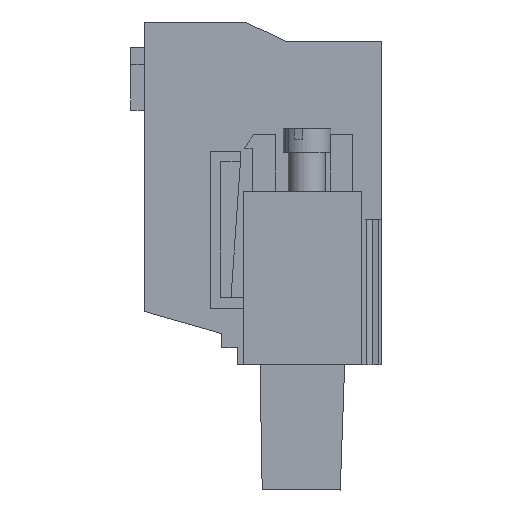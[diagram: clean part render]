
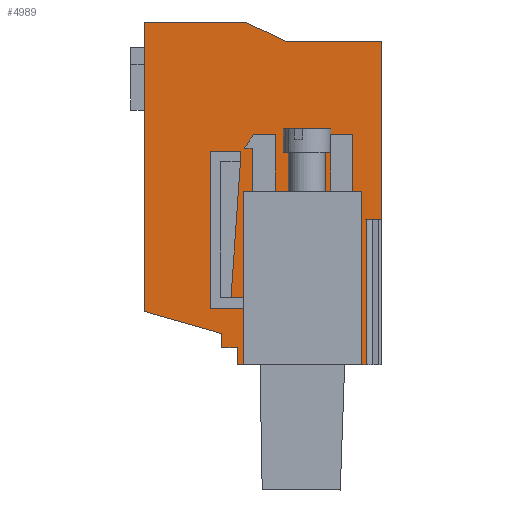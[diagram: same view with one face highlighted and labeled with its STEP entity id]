
A CAD part, left-side view. The second image highlights one B-rep face of the part: STEP entity #4989.
In plain terms, the highlighted planar face has unit normal (-1, 0, 0).
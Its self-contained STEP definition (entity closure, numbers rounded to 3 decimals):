
#4938=AXIS2_PLACEMENT_3D('Plane Axis2P3D',#4935,#4936,#4937) ;
#147=CARTESIAN_POINT('Vertex',(9.32,0.,51.6)) ;
#150=CARTESIAN_POINT('Line Origine',(9.32,0.,41.4)) ;
#154=CARTESIAN_POINT('Vertex',(9.32,0.,31.2)) ;
#770=CARTESIAN_POINT('Vertex',(9.32,1.74,14.4)) ;
#773=CARTESIAN_POINT('Line Origine',(9.32,2.02,14.4)) ;
#777=CARTESIAN_POINT('Vertex',(9.32,2.3,14.4)) ;
#826=CARTESIAN_POINT('Vertex',(9.32,15.9,14.4)) ;
#829=CARTESIAN_POINT('Line Origine',(9.32,16.25,14.4)) ;
#833=CARTESIAN_POINT('Vertex',(9.32,16.6,14.4)) ;
#1637=CARTESIAN_POINT('Vertex',(9.32,10.818,51.6)) ;
#1640=CARTESIAN_POINT('Line Origine',(9.32,5.409,51.6)) ;
#2322=CARTESIAN_POINT('Vertex',(9.32,16.6,16.4)) ;
#2332=CARTESIAN_POINT('Line Origine',(9.32,16.6,15.4)) ;
#2872=CARTESIAN_POINT('Vertex',(9.32,15.75,53.9)) ;
#2875=CARTESIAN_POINT('Line Origine',(9.32,13.284,52.75)) ;
#3238=CARTESIAN_POINT('Vertex',(9.32,27.3,20.567)) ;
#3241=CARTESIAN_POINT('Line Origine',(9.32,27.3,37.233)) ;
#3245=CARTESIAN_POINT('Vertex',(9.32,27.3,53.9)) ;
#3594=CARTESIAN_POINT('Line Origine',(9.32,21.525,53.9)) ;
#3762=CARTESIAN_POINT('Line Origine',(9.32,17.5,16.4)) ;
#3766=CARTESIAN_POINT('Vertex',(9.32,18.4,16.4)) ;
#3798=CARTESIAN_POINT('Vertex',(9.32,18.4,18.015)) ;
#3808=CARTESIAN_POINT('Line Origine',(9.32,18.4,17.207)) ;
#3826=CARTESIAN_POINT('Line Origine',(9.32,22.85,19.291)) ;
#4935=CARTESIAN_POINT('Axis2P3D Location',(9.32,0.,0.)) ;
#4940=CARTESIAN_POINT('Line Origine',(9.32,1.74,22.8)) ;
#4944=CARTESIAN_POINT('Vertex',(9.32,1.74,31.2)) ;
#4947=CARTESIAN_POINT('Line Origine',(9.32,0.87,31.2)) ;
#4952=CARTESIAN_POINT('Line Origine',(9.32,15.9,24.4)) ;
#4956=CARTESIAN_POINT('Vertex',(9.32,15.9,34.4)) ;
#4959=CARTESIAN_POINT('Line Origine',(9.32,9.1,34.4)) ;
#4963=CARTESIAN_POINT('Vertex',(9.32,2.3,34.4)) ;
#4966=CARTESIAN_POINT('Line Origine',(9.32,2.3,24.4)) ;
#151=DIRECTION('Vector Direction',(0.,0.,-1.)) ;
#774=DIRECTION('Vector Direction',(0.,-1.,0.)) ;
#830=DIRECTION('Vector Direction',(0.,-1.,0.)) ;
#1641=DIRECTION('Vector Direction',(0.,-1.,0.)) ;
#2333=DIRECTION('Vector Direction',(0.,0.,1.)) ;
#2876=DIRECTION('Vector Direction',(0.,-0.906,-0.423)) ;
#3242=DIRECTION('Vector Direction',(0.,0.,1.)) ;
#3595=DIRECTION('Vector Direction',(0.,-1.,0.)) ;
#3763=DIRECTION('Vector Direction',(0.,-1.,0.)) ;
#3809=DIRECTION('Vector Direction',(0.,0.,1.)) ;
#3827=DIRECTION('Vector Direction',(0.,-0.961,-0.276)) ;
#4936=DIRECTION('Axis2P3D Direction',(-1.,0.,0.)) ;
#4937=DIRECTION('Axis2P3D XDirection',(0.,0.,1.)) ;
#4941=DIRECTION('Vector Direction',(0.,0.,-1.)) ;
#4948=DIRECTION('Vector Direction',(0.,1.,0.)) ;
#4953=DIRECTION('Vector Direction',(0.,0.,-1.)) ;
#4960=DIRECTION('Vector Direction',(0.,1.,0.)) ;
#4967=DIRECTION('Vector Direction',(0.,0.,-1.)) ;
#152=VECTOR('Line Direction',#151,1.) ;
#775=VECTOR('Line Direction',#774,1.) ;
#831=VECTOR('Line Direction',#830,1.) ;
#1642=VECTOR('Line Direction',#1641,1.) ;
#2334=VECTOR('Line Direction',#2333,1.) ;
#2877=VECTOR('Line Direction',#2876,1.) ;
#3243=VECTOR('Line Direction',#3242,1.) ;
#3596=VECTOR('Line Direction',#3595,1.) ;
#3764=VECTOR('Line Direction',#3763,1.) ;
#3810=VECTOR('Line Direction',#3809,1.) ;
#3828=VECTOR('Line Direction',#3827,1.) ;
#4942=VECTOR('Line Direction',#4941,1.) ;
#4949=VECTOR('Line Direction',#4948,1.) ;
#4954=VECTOR('Line Direction',#4953,1.) ;
#4961=VECTOR('Line Direction',#4960,1.) ;
#4968=VECTOR('Line Direction',#4967,1.) ;
#4972=ORIENTED_EDGE('',*,*,#779,.T.) ;
#4973=ORIENTED_EDGE('',*,*,#4946,.F.) ;
#4974=ORIENTED_EDGE('',*,*,#4951,.F.) ;
#4975=ORIENTED_EDGE('',*,*,#156,.T.) ;
#4976=ORIENTED_EDGE('',*,*,#1644,.T.) ;
#4977=ORIENTED_EDGE('',*,*,#2879,.T.) ;
#4978=ORIENTED_EDGE('',*,*,#3598,.T.) ;
#4979=ORIENTED_EDGE('',*,*,#3247,.T.) ;
#4980=ORIENTED_EDGE('',*,*,#3830,.T.) ;
#4981=ORIENTED_EDGE('',*,*,#3812,.T.) ;
#4982=ORIENTED_EDGE('',*,*,#3768,.T.) ;
#4983=ORIENTED_EDGE('',*,*,#2336,.T.) ;
#4984=ORIENTED_EDGE('',*,*,#835,.T.) ;
#4985=ORIENTED_EDGE('',*,*,#4958,.F.) ;
#4986=ORIENTED_EDGE('',*,*,#4965,.F.) ;
#4987=ORIENTED_EDGE('',*,*,#4970,.T.) ;
#4989=ADVANCED_FACE('HOUSING',(#4988),#4939,.T.) ;
#156=EDGE_CURVE('',#155,#148,#153,.F.) ;
#779=EDGE_CURVE('',#778,#771,#776,.T.) ;
#835=EDGE_CURVE('',#834,#827,#832,.T.) ;
#1644=EDGE_CURVE('',#148,#1638,#1643,.F.) ;
#2336=EDGE_CURVE('',#2323,#834,#2335,.F.) ;
#2879=EDGE_CURVE('',#1638,#2873,#2878,.F.) ;
#3247=EDGE_CURVE('',#3246,#3239,#3244,.F.) ;
#3598=EDGE_CURVE('',#2873,#3246,#3597,.F.) ;
#3768=EDGE_CURVE('',#3767,#2323,#3765,.T.) ;
#3812=EDGE_CURVE('',#3799,#3767,#3811,.F.) ;
#3830=EDGE_CURVE('',#3239,#3799,#3829,.T.) ;
#4946=EDGE_CURVE('',#4945,#771,#4943,.T.) ;
#4951=EDGE_CURVE('',#155,#4945,#4950,.T.) ;
#4958=EDGE_CURVE('',#4957,#827,#4955,.T.) ;
#4965=EDGE_CURVE('',#4964,#4957,#4962,.T.) ;
#4970=EDGE_CURVE('',#4964,#778,#4969,.T.) ;
#4971=EDGE_LOOP('',(#4972,#4973,#4974,#4975,#4976,#4977,#4978,#4979,#4980,#4981,#4982,#4983,#4984,#4985,#4986,#4987)) ;
#4988=FACE_OUTER_BOUND('',#4971,.T.) ;
#153=LINE('Line',#150,#152) ;
#776=LINE('Line',#773,#775) ;
#832=LINE('Line',#829,#831) ;
#1643=LINE('Line',#1640,#1642) ;
#2335=LINE('Line',#2332,#2334) ;
#2878=LINE('Line',#2875,#2877) ;
#3244=LINE('Line',#3241,#3243) ;
#3597=LINE('Line',#3594,#3596) ;
#3765=LINE('Line',#3762,#3764) ;
#3811=LINE('Line',#3808,#3810) ;
#3829=LINE('Line',#3826,#3828) ;
#4943=LINE('Line',#4940,#4942) ;
#4950=LINE('Line',#4947,#4949) ;
#4955=LINE('Line',#4952,#4954) ;
#4962=LINE('Line',#4959,#4961) ;
#4969=LINE('Line',#4966,#4968) ;
#4939=PLANE('',#4938) ;
#148=VERTEX_POINT('',#147) ;
#155=VERTEX_POINT('',#154) ;
#771=VERTEX_POINT('',#770) ;
#778=VERTEX_POINT('',#777) ;
#827=VERTEX_POINT('',#826) ;
#834=VERTEX_POINT('',#833) ;
#1638=VERTEX_POINT('',#1637) ;
#2323=VERTEX_POINT('',#2322) ;
#2873=VERTEX_POINT('',#2872) ;
#3239=VERTEX_POINT('',#3238) ;
#3246=VERTEX_POINT('',#3245) ;
#3767=VERTEX_POINT('',#3766) ;
#3799=VERTEX_POINT('',#3798) ;
#4945=VERTEX_POINT('',#4944) ;
#4957=VERTEX_POINT('',#4956) ;
#4964=VERTEX_POINT('',#4963) ;
